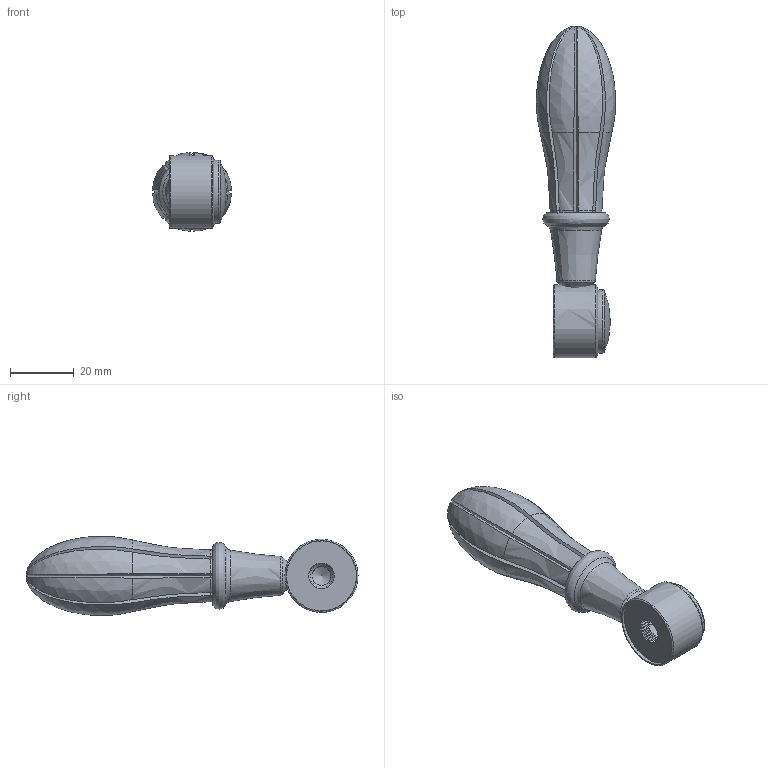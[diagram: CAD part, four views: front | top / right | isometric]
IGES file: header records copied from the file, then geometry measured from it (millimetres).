
Global section: file name: V250-GC; native system: Autodesk Inventor 2018; preprocessor: unknown; author: gwilkes; date: 20190709.090903; units: millimetre
Bounding box: 24.98 x 104.5 x 24.9 mm (x, y, z)
Volume: 27945.2 mm3; surface area: 10437.1 mm2
Topology: 6 solids, 6 shells, 203 faces, 578 edges, 394 vertices
Faces by surface type: bspline 203
